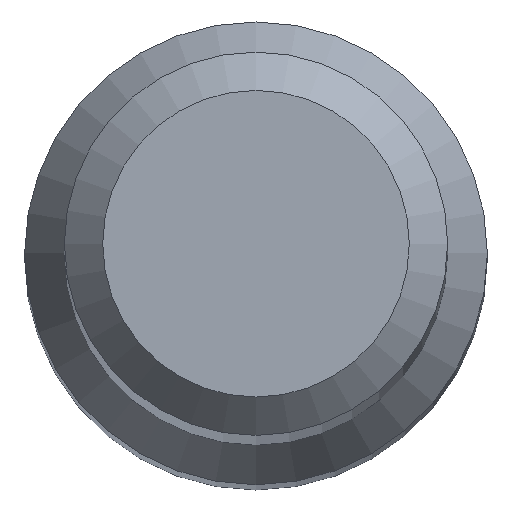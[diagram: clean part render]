
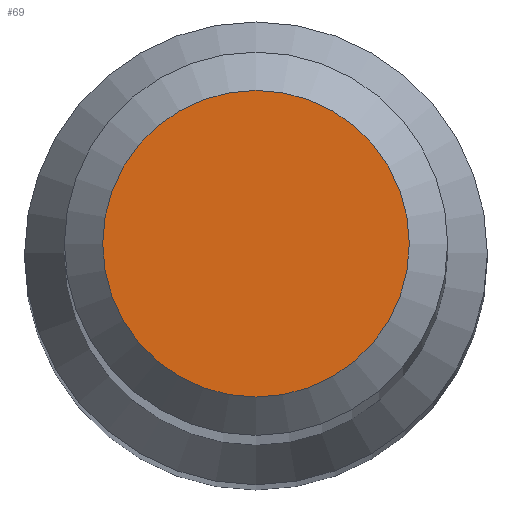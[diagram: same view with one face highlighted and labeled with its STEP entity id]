
A CAD part, top view. The second image highlights one B-rep face of the part: STEP entity #69.
In plain terms, the highlighted planar face has unit normal (0, 0, 1).
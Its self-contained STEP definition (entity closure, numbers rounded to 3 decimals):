
#36 = CARTESIAN_POINT ( 'NONE',  ( 0., 1., 56. ) ) ;
#52 = EDGE_CURVE ( 'NONE', #132, #132, #147, .T. ) ;
#69 = ADVANCED_FACE ( 'NONE', ( #233 ), #125, .F. ) ;
#70 = DIRECTION ( 'NONE',  ( 0., 0., -1. ) ) ;
#77 = DIRECTION ( 'NONE',  ( 0., 1., 0. ) ) ;
#95 = AXIS2_PLACEMENT_3D ( 'NONE', #166, #70, #206 ) ;
#125 = PLANE ( 'NONE',  #231 ) ;
#131 = CARTESIAN_POINT ( 'NONE',  ( 0., 0., 56. ) ) ;
#132 = VERTEX_POINT ( 'NONE', #36 ) ;
#147 = CIRCLE ( 'NONE', #95, 1. ) ;
#166 = CARTESIAN_POINT ( 'NONE',  ( 0., 0., 56. ) ) ;
#171 = DIRECTION ( 'NONE',  ( 0., 0., -1. ) ) ;
#202 = EDGE_LOOP ( 'NONE', ( #240 ) ) ;
#206 = DIRECTION ( 'NONE',  ( 0., 1., 0. ) ) ;
#231 = AXIS2_PLACEMENT_3D ( 'NONE', #131, #171, #77 ) ;
#233 = FACE_OUTER_BOUND ( 'NONE', #202, .T. ) ;
#240 = ORIENTED_EDGE ( 'NONE', *, *, #52, .F. ) ;
